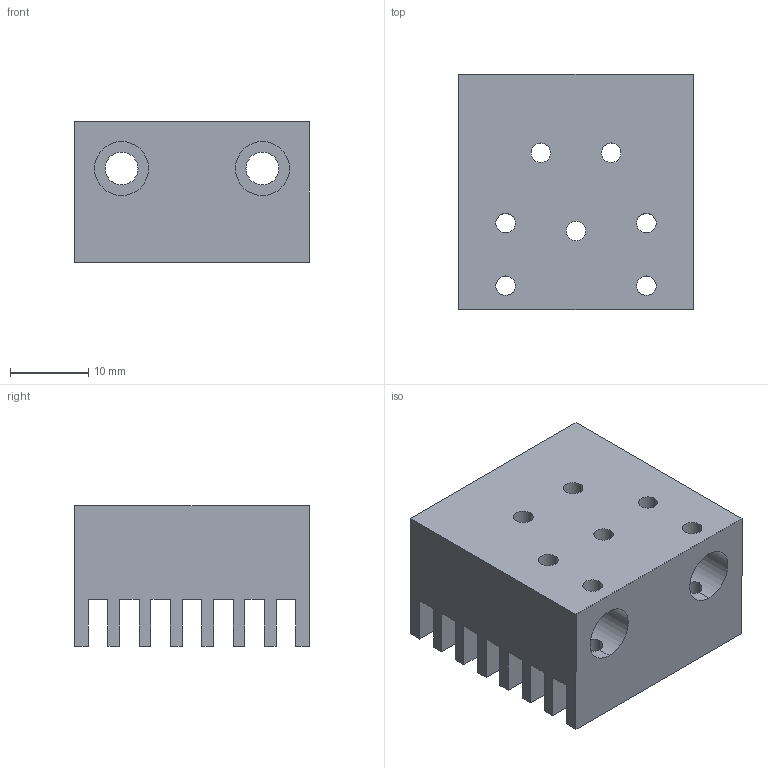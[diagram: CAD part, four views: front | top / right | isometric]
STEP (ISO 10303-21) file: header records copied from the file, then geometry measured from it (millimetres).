
FILE_DESCRIPTION (( 'STEP AP203' ), '1' );
FILE_NAME ('heat sink.STEP', '2015-07-26T08:53:28', ( 'Bitch' ), ( '' ), 'SwSTEP 2.0', 'SolidWorks 2014', '' );
FILE_SCHEMA (( 'CONFIG_CONTROL_DESIGN' ));
Length unit declared in the file: millimetre
Products named in the file (1): heat sink
Bounding box: 30 x 30 x 18 mm (x, y, z)
Volume: 10684.4 mm3; surface area: 7820 mm2
Topology: 1 solids, 1 shells, 94 faces, 294 edges, 192 vertices
Faces by surface type: plane 46, cylinder 44, cone 4
Entity records: 3689 total; most frequent: CARTESIAN_POINT 917, ORIENTED_EDGE 588, DIRECTION 542, EDGE_CURVE 294, VERTEX_POINT 192, AXIS2_PLACEMENT_3D 185, VECTOR 172, LINE 172
